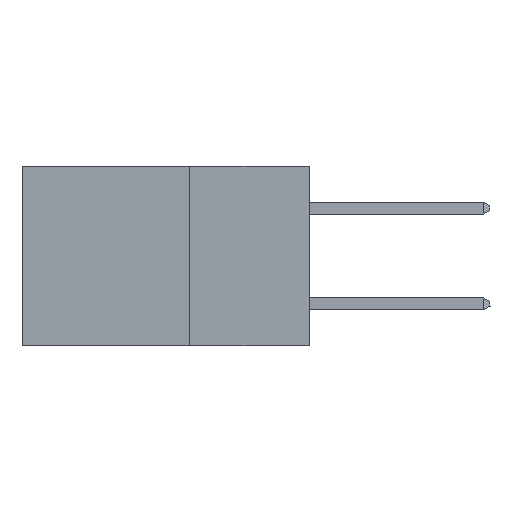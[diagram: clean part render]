
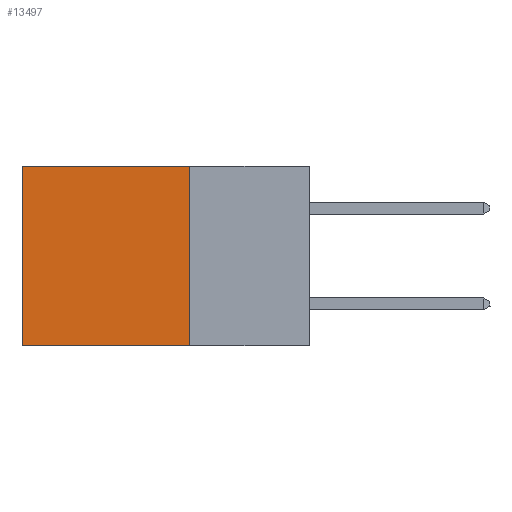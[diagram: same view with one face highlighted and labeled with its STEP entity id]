
A CAD part, left-side view. The second image highlights one B-rep face of the part: STEP entity #13497.
In plain terms, the highlighted planar face has unit normal (-1, 0, 0).
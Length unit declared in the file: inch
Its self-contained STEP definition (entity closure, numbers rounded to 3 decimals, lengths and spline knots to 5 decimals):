
#158 = EDGE_LOOP ( 'NONE', ( #4388, #10363, #14206, #247 ) ) ;
#247 = ORIENTED_EDGE ( 'NONE', *, *, #2388, .T. ) ;
#584 = LINE ( 'NONE', #3627, #6660 ) ;
#1591 = LINE ( 'NONE', #13356, #3267 ) ;
#1755 = CARTESIAN_POINT ( 'NONE',  ( 0.2875, 0.25, -0.375 ) ) ;
#2014 = VERTEX_POINT ( 'NONE', #1755 ) ;
#2388 = EDGE_CURVE ( 'NONE', #13135, #4329, #14586, .T. ) ;
#2715 = PLANE ( 'NONE',  #6324 ) ;
#3267 = VECTOR ( 'NONE', #3566, 39.37008 ) ;
#3566 = DIRECTION ( 'NONE',  ( 0., 0., -1. ) ) ;
#3627 = CARTESIAN_POINT ( 'NONE',  ( 0.2875, 0.25, -0.375 ) ) ;
#3844 = DIRECTION ( 'NONE',  ( 1., 0., 0. ) ) ;
#4138 = CARTESIAN_POINT ( 'NONE',  ( 0.2875, 0.25, -0.375 ) ) ;
#4148 = EDGE_CURVE ( 'NONE', #4329, #14177, #1591, .T. ) ;
#4291 = CARTESIAN_POINT ( 'NONE',  ( 0.2875, 0.25, 0. ) ) ;
#4329 = VERTEX_POINT ( 'NONE', #6386 ) ;
#4388 = ORIENTED_EDGE ( 'NONE', *, *, #4148, .T. ) ;
#6324 = AXIS2_PLACEMENT_3D ( 'NONE', #13469, #3844, #12299 ) ;
#6386 = CARTESIAN_POINT ( 'NONE',  ( 0.2875, 0.6, 0. ) ) ;
#6660 = VECTOR ( 'NONE', #8916, 39.37008 ) ;
#6719 = CARTESIAN_POINT ( 'NONE',  ( 0.2875, 0.6, -0.375 ) ) ;
#7255 = DIRECTION ( 'NONE',  ( 0., 1., 0. ) ) ;
#8758 = FACE_OUTER_BOUND ( 'NONE', #158, .T. ) ;
#8916 = DIRECTION ( 'NONE',  ( 0., 1., 0. ) ) ;
#10363 = ORIENTED_EDGE ( 'NONE', *, *, #14331, .F. ) ;
#11890 = VECTOR ( 'NONE', #7255, 39.37008 ) ;
#12144 = CARTESIAN_POINT ( 'NONE',  ( 0.2875, 0.25, 0. ) ) ;
#12299 = DIRECTION ( 'NONE',  ( 0., 0., -1. ) ) ;
#12388 = LINE ( 'NONE', #4138, #13343 ) ;
#13135 = VERTEX_POINT ( 'NONE', #4291 ) ;
#13272 = DIRECTION ( 'NONE',  ( 0., 0., -1. ) ) ;
#13343 = VECTOR ( 'NONE', #13272, 39.37008 ) ;
#13356 = CARTESIAN_POINT ( 'NONE',  ( 0.2875, 0.6, -0.375 ) ) ;
#13469 = CARTESIAN_POINT ( 'NONE',  ( 0.2875, 0.25, -0.375 ) ) ;
#13497 = ADVANCED_FACE ( 'NONE', ( #8758 ), #2715, .F. ) ;
#14177 = VERTEX_POINT ( 'NONE', #6719 ) ;
#14206 = ORIENTED_EDGE ( 'NONE', *, *, #14333, .F. ) ;
#14331 = EDGE_CURVE ( 'NONE', #2014, #14177, #584, .T. ) ;
#14333 = EDGE_CURVE ( 'NONE', #13135, #2014, #12388, .T. ) ;
#14586 = LINE ( 'NONE', #12144, #11890 ) ;
